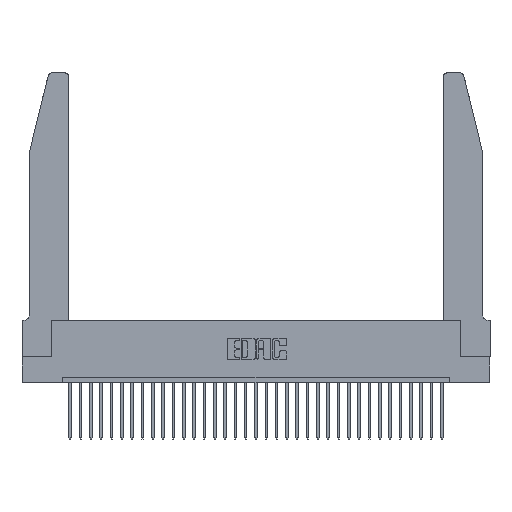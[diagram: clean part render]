
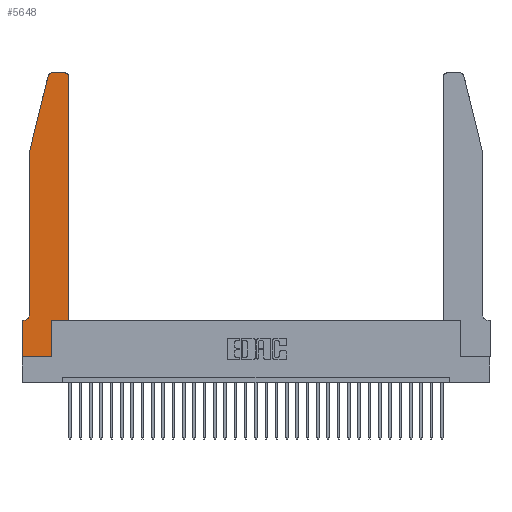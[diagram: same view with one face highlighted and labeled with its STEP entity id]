
A CAD part, top view. The second image highlights one B-rep face of the part: STEP entity #5648.
In plain terms, the highlighted planar face has unit normal (0, 0, 1).
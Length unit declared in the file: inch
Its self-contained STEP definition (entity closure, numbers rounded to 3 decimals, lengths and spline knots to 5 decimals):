
#235 = CIRCLE ( 'NONE', #27734, 0.03 ) ;
#334 = LINE ( 'NONE', #17313, #26851 ) ;
#516 = CARTESIAN_POINT ( 'NONE',  ( 0.2865, 0., 0.37 ) ) ;
#637 = ORIENTED_EDGE ( 'NONE', *, *, #11271, .T. ) ;
#744 = LINE ( 'NONE', #2343, #5981 ) ;
#1139 = EDGE_CURVE ( 'NONE', #23215, #27485, #33248, .T. ) ;
#1247 = LINE ( 'NONE', #6226, #16465 ) ;
#1341 = CARTESIAN_POINT ( 'NONE',  ( 0.4505, 2.72, 0.37 ) ) ;
#1579 = VECTOR ( 'NONE', #31438, 39.37008 ) ;
#1977 = ORIENTED_EDGE ( 'NONE', *, *, #7349, .T. ) ;
#2324 = VERTEX_POINT ( 'NONE', #516 ) ;
#2343 = CARTESIAN_POINT ( 'NONE',  ( 0.0755, 2., 0.37 ) ) ;
#2486 = DIRECTION ( 'NONE',  ( 1., 0., 0. ) ) ;
#3199 = ORIENTED_EDGE ( 'NONE', *, *, #29706, .T. ) ;
#3405 = DIRECTION ( 'NONE',  ( -1., 0., 0. ) ) ;
#3908 = CARTESIAN_POINT ( 'NONE',  ( 0.4505, 0.35, 0.37 ) ) ;
#4321 = DIRECTION ( 'NONE',  ( 0., 0., -1. ) ) ;
#4388 = LINE ( 'NONE', #26394, #1579 ) ;
#4560 = CARTESIAN_POINT ( 'NONE',  ( 0.0055, 0.42, 0.37 ) ) ;
#5194 = DIRECTION ( 'NONE',  ( 1., 0., 0. ) ) ;
#5648 = ADVANCED_FACE ( 'NONE', ( #27216 ), #12055, .T. ) ;
#5981 = VECTOR ( 'NONE', #27493, 39.37008 ) ;
#6226 = CARTESIAN_POINT ( 'NONE',  ( 0.0755, 0.35, 0.37 ) ) ;
#6279 = CARTESIAN_POINT ( 'NONE',  ( 0.2865, 0.35, 0.37 ) ) ;
#6451 = DIRECTION ( 'NONE',  ( 1., 0., 0. ) ) ;
#6786 = CARTESIAN_POINT ( 'NONE',  ( 0., 0., 0.37 ) ) ;
#6860 = VERTEX_POINT ( 'NONE', #12432 ) ;
#6899 = DIRECTION ( 'NONE',  ( 0., -1., 0. ) ) ;
#7041 = CARTESIAN_POINT ( 'NONE',  ( 0.4205, 2.72, 0.37 ) ) ;
#7349 = EDGE_CURVE ( 'NONE', #9193, #23215, #14623, .T. ) ;
#7492 = CARTESIAN_POINT ( 'NONE',  ( 0.4205, 2.75, 0.37 ) ) ;
#7657 = ORIENTED_EDGE ( 'NONE', *, *, #18716, .T. ) ;
#7904 = VECTOR ( 'NONE', #11666, 39.37008 ) ;
#8174 = VERTEX_POINT ( 'NONE', #10689 ) ;
#8705 = LINE ( 'NONE', #3908, #7904 ) ;
#8840 = VERTEX_POINT ( 'NONE', #32714 ) ;
#9193 = VERTEX_POINT ( 'NONE', #1341 ) ;
#9877 = CARTESIAN_POINT ( 'NONE',  ( 0.4505, 0.35, 0.37 ) ) ;
#10410 = VERTEX_POINT ( 'NONE', #6279 ) ;
#10526 = EDGE_CURVE ( 'NONE', #8840, #25997, #20948, .T. ) ;
#10689 = CARTESIAN_POINT ( 'NONE',  ( 0.25487, 2.72718, 0.37 ) ) ;
#11271 = EDGE_CURVE ( 'NONE', #30930, #8840, #27518, .T. ) ;
#11383 = DIRECTION ( 'NONE',  ( -1., 0., 0. ) ) ;
#11666 = DIRECTION ( 'NONE',  ( 0., 1., 0. ) ) ;
#11698 = ORIENTED_EDGE ( 'NONE', *, *, #10526, .T. ) ;
#12055 = PLANE ( 'NONE',  #23777 ) ;
#12432 = CARTESIAN_POINT ( 'NONE',  ( 0., 0., 0.37 ) ) ;
#12784 = ORIENTED_EDGE ( 'NONE', *, *, #31983, .T. ) ;
#13168 = CARTESIAN_POINT ( 'NONE',  ( 0.4505, 0.35, 0.37 ) ) ;
#14422 = ORIENTED_EDGE ( 'NONE', *, *, #1139, .T. ) ;
#14623 = CIRCLE ( 'NONE', #33271, 0.03 ) ;
#14713 = ORIENTED_EDGE ( 'NONE', *, *, #33109, .T. ) ;
#14833 = DIRECTION ( 'NONE',  ( 0., 0., 1. ) ) ;
#15029 = DIRECTION ( 'NONE',  ( 0., 0., 1. ) ) ;
#15060 = AXIS2_PLACEMENT_3D ( 'NONE', #4560, #4321, #27571 ) ;
#15876 = VECTOR ( 'NONE', #5194, 39.37008 ) ;
#16465 = VECTOR ( 'NONE', #11383, 39.37008 ) ;
#17286 = DIRECTION ( 'NONE',  ( 1., 0., 0. ) ) ;
#17313 = CARTESIAN_POINT ( 'NONE',  ( 0., 0., 0.37 ) ) ;
#18716 = EDGE_CURVE ( 'NONE', #6860, #2324, #31189, .T. ) ;
#19393 = CARTESIAN_POINT ( 'NONE',  ( 0.0055, 0.35, 0.37 ) ) ;
#19682 = DIRECTION ( 'NONE',  ( 0., 0., 1. ) ) ;
#19922 = DIRECTION ( 'NONE',  ( 0., -1., 0. ) ) ;
#20616 = VECTOR ( 'NONE', #6899, 39.37008 ) ;
#20948 = CIRCLE ( 'NONE', #15060, 0.07 ) ;
#21263 = CARTESIAN_POINT ( 'NONE',  ( 0.2605, 2.75, 0.37 ) ) ;
#22088 = EDGE_CURVE ( 'NONE', #25997, #24158, #1247, .T. ) ;
#22556 = CARTESIAN_POINT ( 'NONE',  ( 0.284, 2.75, 0.37 ) ) ;
#22875 = EDGE_LOOP ( 'NONE', ( #14422, #14713, #26263, #637, #11698, #32685, #12784, #7657, #25021, #31590, #3199, #1977 ) ) ;
#23215 = VERTEX_POINT ( 'NONE', #7492 ) ;
#23706 = CARTESIAN_POINT ( 'NONE',  ( 0., 0.35, 0.37 ) ) ;
#23777 = AXIS2_PLACEMENT_3D ( 'NONE', #30243, #14833, #17286 ) ;
#24158 = VERTEX_POINT ( 'NONE', #23706 ) ;
#25021 = ORIENTED_EDGE ( 'NONE', *, *, #27803, .T. ) ;
#25190 = VECTOR ( 'NONE', #3405, 39.37008 ) ;
#25997 = VERTEX_POINT ( 'NONE', #19393 ) ;
#26263 = ORIENTED_EDGE ( 'NONE', *, *, #31706, .T. ) ;
#26360 = VECTOR ( 'NONE', #6451, 39.37008 ) ;
#26394 = CARTESIAN_POINT ( 'NONE',  ( 0.2865, 0.35, 0.37 ) ) ;
#26767 = LINE ( 'NONE', #13168, #15876 ) ;
#26851 = VECTOR ( 'NONE', #19922, 39.37008 ) ;
#27088 = CARTESIAN_POINT ( 'NONE',  ( 0.0755, 2., 0.37 ) ) ;
#27216 = FACE_OUTER_BOUND ( 'NONE', #22875, .T. ) ;
#27458 = DIRECTION ( 'NONE',  ( 1., 0., 0. ) ) ;
#27485 = VERTEX_POINT ( 'NONE', #22556 ) ;
#27493 = DIRECTION ( 'NONE',  ( -0.239, -0.971, 0. ) ) ;
#27518 = LINE ( 'NONE', #32798, #20616 ) ;
#27571 = DIRECTION ( 'NONE',  ( -1., 0., 0. ) ) ;
#27734 = AXIS2_PLACEMENT_3D ( 'NONE', #33235, #15029, #2486 ) ;
#27803 = EDGE_CURVE ( 'NONE', #2324, #10410, #4388, .T. ) ;
#29472 = EDGE_CURVE ( 'NONE', #10410, #29952, #26767, .T. ) ;
#29706 = EDGE_CURVE ( 'NONE', #29952, #9193, #8705, .T. ) ;
#29952 = VERTEX_POINT ( 'NONE', #9877 ) ;
#30243 = CARTESIAN_POINT ( 'NONE',  ( 0., 0.35, 0.37 ) ) ;
#30930 = VERTEX_POINT ( 'NONE', #27088 ) ;
#31189 = LINE ( 'NONE', #6786, #26360 ) ;
#31438 = DIRECTION ( 'NONE',  ( 0., 1., 0. ) ) ;
#31590 = ORIENTED_EDGE ( 'NONE', *, *, #29472, .T. ) ;
#31706 = EDGE_CURVE ( 'NONE', #8174, #30930, #744, .T. ) ;
#31983 = EDGE_CURVE ( 'NONE', #24158, #6860, #334, .T. ) ;
#32685 = ORIENTED_EDGE ( 'NONE', *, *, #22088, .T. ) ;
#32714 = CARTESIAN_POINT ( 'NONE',  ( 0.0755, 0.42, 0.37 ) ) ;
#32798 = CARTESIAN_POINT ( 'NONE',  ( 0.0755, 2., 0.37 ) ) ;
#33109 = EDGE_CURVE ( 'NONE', #27485, #8174, #235, .T. ) ;
#33235 = CARTESIAN_POINT ( 'NONE',  ( 0.284, 2.72, 0.37 ) ) ;
#33248 = LINE ( 'NONE', #21263, #25190 ) ;
#33271 = AXIS2_PLACEMENT_3D ( 'NONE', #7041, #19682, #27458 ) ;
